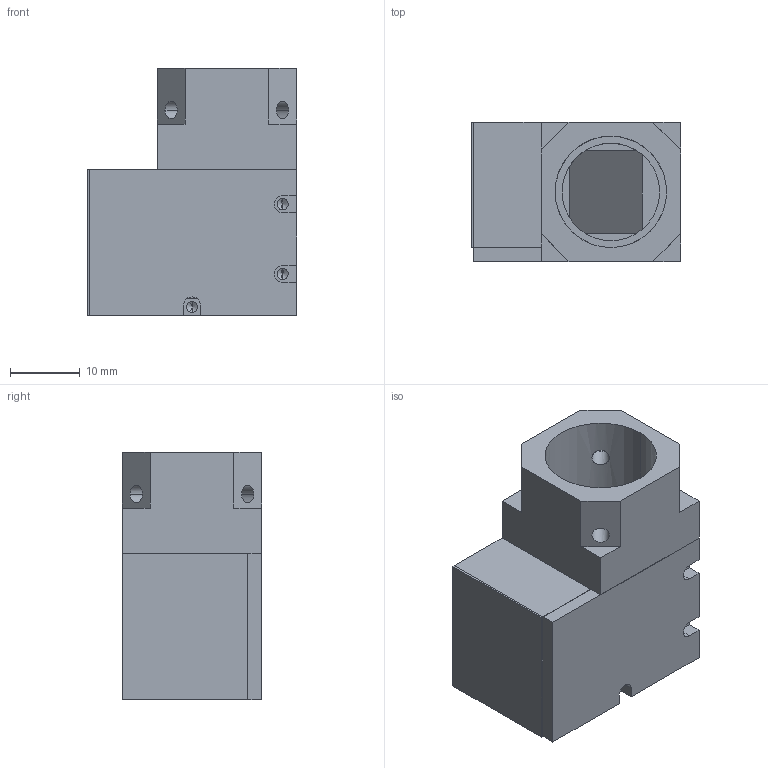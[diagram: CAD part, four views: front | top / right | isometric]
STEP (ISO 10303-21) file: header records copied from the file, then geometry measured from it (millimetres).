
FILE_DESCRIPTION (( 'STEP AP203' ), '1' );
FILE_NAME ('XF-ADZ-16D-1.5.STEP', '2016-07-04T05:27:19', ( 'Lxtx999.CoM' ), ( 'Lxtx999.CoM' ), 'SwSTEP 2.0', 'SolidWorks 2014', '' );
FILE_SCHEMA (( 'CONFIG_CONTROL_DESIGN' ));
Length unit declared in the file: millimetre
Products named in the file (5): XF-ADZ-16D-3-03-詩え-20150408V5; XF-ADZ-16D-1.5-02綠裔赽-20160323V5; XF-ADZ-16D-1.5; J-MR12-01-斜边反射直角反射棱镜-20151019V5; XF-ADZ-16D-1.5-01翋极-20160323V5
Assembly tree (5 placements, depth 2):
  XF-ADZ-16D-1.5
    XF-ADZ-16D-1.5-01翋极-20160323V5
    J-MR12-01-斜边反射直角反射棱镜-20151019V5  x2
    XF-ADZ-16D-1.5-02綠裔赽-20160323V5
    XF-ADZ-16D-3-03-詩え-20150408V5
Bounding box: 30 x 20 x 35.5 mm (x, y, z)
Volume: 10134.8 mm3; surface area: 8993.5 mm2
Topology: 5 solids, 5 shells, 94 faces, 240 edges, 153 vertices
Faces by surface type: plane 62, cylinder 26, cone 6
Entity records: 3375 total; most frequent: CARTESIAN_POINT 629, DIRECTION 460, ORIENTED_EDGE 450, EDGE_CURVE 225, LINE 168, VECTOR 168, VERTEX_POINT 147, AXIS2_PLACEMENT_3D 146
